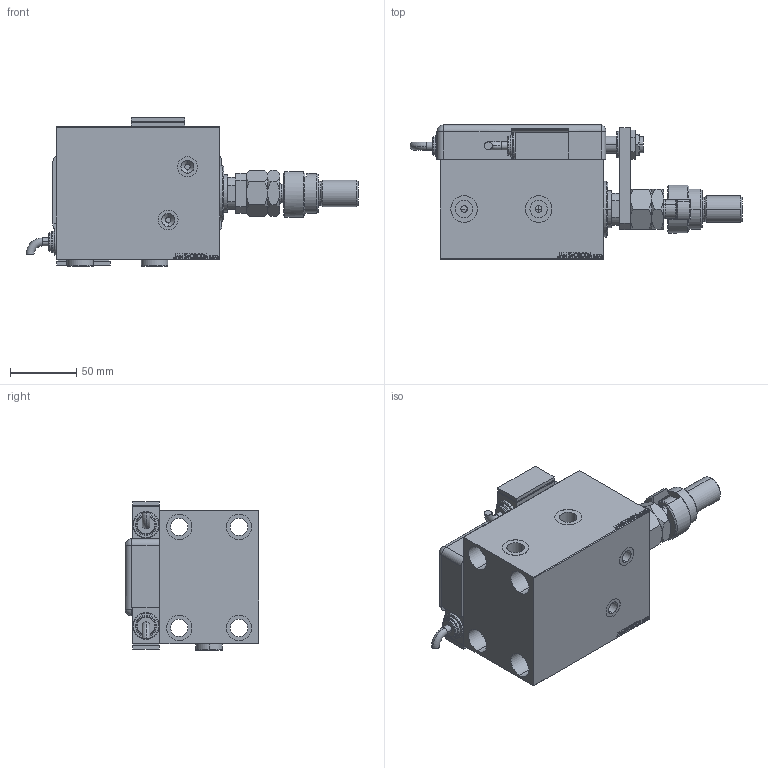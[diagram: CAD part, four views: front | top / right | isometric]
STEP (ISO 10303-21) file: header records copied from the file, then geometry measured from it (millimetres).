
FILE_DESCRIPTION (( 'STEP AP203' ), '1' );
FILE_NAME ('3bbb.STEP', '2025-02-18T21:04:13', ( '' ), ( '' ), 'SwSTEP 2.0', 'SolidWorks 2019', '' );
FILE_SCHEMA (( 'CONFIG_CONTROL_DESIGN' ));
Length unit declared in the file: millimetre
Products named in the file (17): NUT_D19 ce7a1d6c1742653729dfa55ec56b21e5; TYC ce7a1d6c1742653729dfa55ec56b21e5; SWITCH_Q_FRONT_BACK ce7a1d6c1742653729dfa55ec56b21e5; SWITCH Q ce7a1d6c1742653729dfa55ec56b21e5; ZARAZKA_Q ce7a1d6c1742653729dfa55ec56b21e5; V450CP_B_VCP ce7a1d6c1742653729dfa55ec56b21e5; SWITCH DIM A_G ce7a1d6c1742653729dfa55ec56b21e5; Q_T_W_DFA ce7a1d6c1742653729dfa55ec56b21e5; FEMALE_PART_FOR_DFA ce7a1d6c1742653729dfa55ec56b21e5; KRYT ce7a1d6c1742653729dfa55ec56b21e5; V450CP_VC_B ce7a1d6c1742653729dfa55ec56b21e5; PLUG ce7a1d6c1742653729dfa55ec56b21e5; MAGNETIC SWITCH Q ce7a1d6c1742653729dfa55ec56b21e5; MFA ce7a1d6c1742653729dfa55ec56b21e5; 3bbb; NUT_D13 ce7a1d6c1742653729dfa55ec56b21e5; V450CP_C ce7a1d6c1742653729dfa55ec56b21e5
Assembly tree (18 placements, depth 3):
  3bbb
    V450CP_C ce7a1d6c1742653729dfa55ec56b21e5
    MAGNETIC SWITCH Q ce7a1d6c1742653729dfa55ec56b21e5
      SWITCH_Q_FRONT_BACK ce7a1d6c1742653729dfa55ec56b21e5
      TYC ce7a1d6c1742653729dfa55ec56b21e5
      ZARAZKA_Q ce7a1d6c1742653729dfa55ec56b21e5
      SWITCH DIM A_G ce7a1d6c1742653729dfa55ec56b21e5
      NUT_D19 ce7a1d6c1742653729dfa55ec56b21e5
      NUT_D13 ce7a1d6c1742653729dfa55ec56b21e5
      KRYT ce7a1d6c1742653729dfa55ec56b21e5
      SWITCH Q ce7a1d6c1742653729dfa55ec56b21e5  x2
    Q_T_W_DFA ce7a1d6c1742653729dfa55ec56b21e5
      FEMALE_PART_FOR_DFA ce7a1d6c1742653729dfa55ec56b21e5
      MFA ce7a1d6c1742653729dfa55ec56b21e5
    V450CP_B_VCP ce7a1d6c1742653729dfa55ec56b21e5
    V450CP_VC_B ce7a1d6c1742653729dfa55ec56b21e5
    PLUG ce7a1d6c1742653729dfa55ec56b21e5  x2
Bounding box: 249.76 x 100.8 x 111.9 mm (x, y, z)
Volume: 997918.9 mm3; surface area: 210387.6 mm2
Topology: 17 solids, 17 shells, 1412 faces, 3520 edges, 2299 vertices
Faces by surface type: plane 683, bspline 471, cylinder 160, cone 66, torus 30, sphere 2
Entity records: 64583 total; most frequent: CARTESIAN_POINT 33364, ORIENTED_EDGE 6764, DIRECTION 4562, EDGE_CURVE 3382, VERTEX_POINT 2215, VECTOR 1952, LINE 1952, EDGE_LOOP 1541
